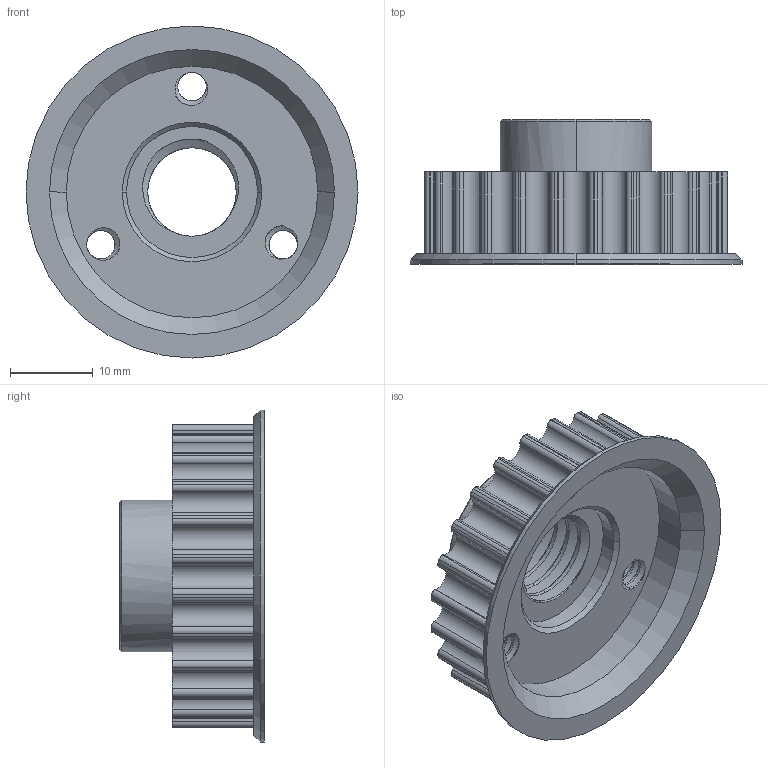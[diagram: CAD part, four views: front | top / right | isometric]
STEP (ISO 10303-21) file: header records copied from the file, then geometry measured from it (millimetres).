
FILE_DESCRIPTION (( 'STEP AP214' ), '1' );
FILE_NAME ('Weapon End Pully Single Peice HTD.STEP', '2023-12-13T05:00:16', ( '' ), ( '' ), 'SwSTEP 2.0', 'SolidWorks 2023', '' );
FILE_SCHEMA (( 'AUTOMOTIVE_DESIGN' ));
Length unit declared in the file: inch
Products named in the file (1): Weapon End Pully Single Peice HTD
Bounding box: 40.23 x 17.53 x 40.23 mm (x, y, z)
Volume: 5663.2 mm3; surface area: 6197.9 mm2
Topology: 1 solids, 1 shells, 228 faces, 657 edges, 435 vertices
Faces by surface type: cylinder 199, bspline 12, plane 9, cone 8
Entity records: 17010 total; most frequent: CARTESIAN_POINT 10992, ORIENTED_EDGE 1314, DIRECTION 1300, EDGE_CURVE 657, AXIS2_PLACEMENT_3D 547, VERTEX_POINT 435, CIRCLE 330, EDGE_LOOP 240
